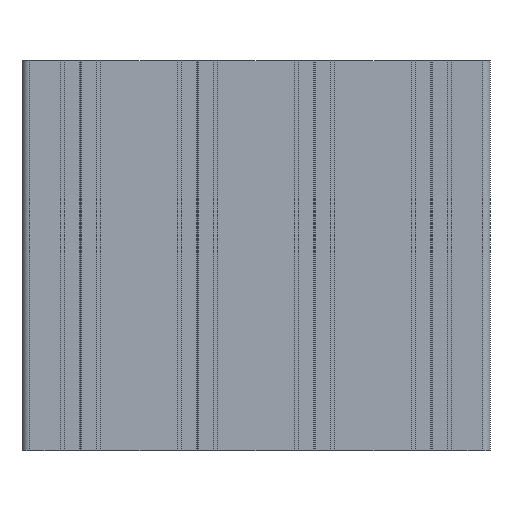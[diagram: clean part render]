
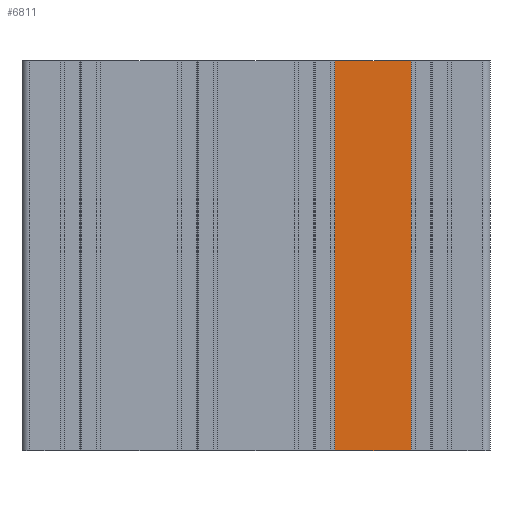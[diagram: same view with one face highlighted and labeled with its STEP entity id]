
A CAD part, front view. The second image highlights one B-rep face of the part: STEP entity #6811.
In plain terms, the highlighted planar face has unit normal (0, -1, 0).
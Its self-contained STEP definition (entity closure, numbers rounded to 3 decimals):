
#75=PLANE('',#7175);
#373=FACE_OUTER_BOUND('',#715,.T.);
#715=EDGE_LOOP('',(#4849,#4850,#4851,#4852));
#1108=LINE('',#9523,#2032);
#1158=LINE('',#9631,#2082);
#1160=LINE('',#9634,#2084);
#1161=LINE('',#9635,#2085);
#2032=VECTOR('',#7692,10.);
#2082=VECTOR('',#7786,10.);
#2084=VECTOR('',#7790,10.);
#2085=VECTOR('',#7791,10.);
#3037=VERTEX_POINT('',#9520);
#3038=VERTEX_POINT('',#9522);
#3073=VERTEX_POINT('',#9628);
#3074=VERTEX_POINT('',#9630);
#3736=EDGE_CURVE('',#3037,#3038,#1108,.T.);
#3790=EDGE_CURVE('',#3074,#3073,#1158,.T.);
#3792=EDGE_CURVE('',#3073,#3038,#1160,.T.);
#3793=EDGE_CURVE('',#3074,#3037,#1161,.T.);
#4849=ORIENTED_EDGE('',*,*,#3790,.T.);
#4850=ORIENTED_EDGE('',*,*,#3792,.T.);
#4851=ORIENTED_EDGE('',*,*,#3736,.F.);
#4852=ORIENTED_EDGE('',*,*,#3793,.F.);
#6811=ADVANCED_FACE('',(#373),#75,.T.);
#7175=AXIS2_PLACEMENT_3D('',#9633,#7788,#7789);
#7692=DIRECTION('',(0.,0.,1.));
#7786=DIRECTION('',(0.,0.,1.));
#7788=DIRECTION('center_axis',(0.,-1.,0.));
#7789=DIRECTION('ref_axis',(1.,0.,0.));
#7790=DIRECTION('',(-1.,0.,0.));
#7791=DIRECTION('',(-1.,0.,0.));
#9520=CARTESIAN_POINT('',(20.2,-15.,-50.));
#9522=CARTESIAN_POINT('',(20.2,-15.,50.));
#9523=CARTESIAN_POINT('',(20.2,-15.,0.));
#9628=CARTESIAN_POINT('',(39.8,-15.,50.));
#9630=CARTESIAN_POINT('',(39.8,-15.,-50.));
#9631=CARTESIAN_POINT('',(39.8,-15.,0.));
#9633=CARTESIAN_POINT('Origin',(30.,-15.,0.));
#9634=CARTESIAN_POINT('',(20.2,-15.,50.));
#9635=CARTESIAN_POINT('',(39.8,-15.,-50.));
